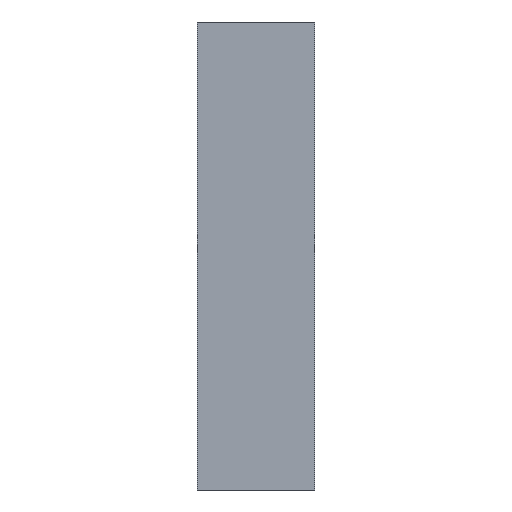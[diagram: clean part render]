
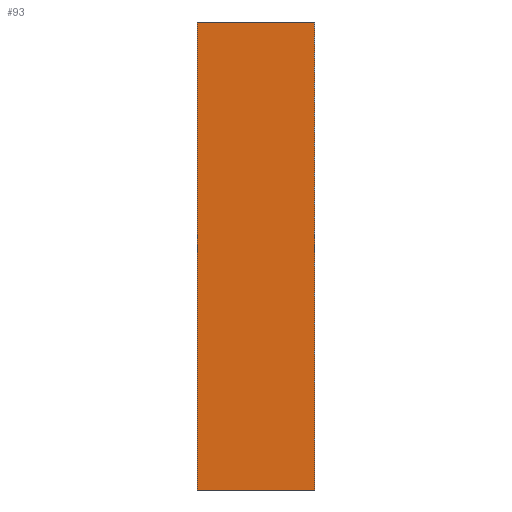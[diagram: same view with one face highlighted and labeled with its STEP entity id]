
A CAD part, front view. The second image highlights one B-rep face of the part: STEP entity #93.
In plain terms, the highlighted planar face has unit normal (0, -1, 0).
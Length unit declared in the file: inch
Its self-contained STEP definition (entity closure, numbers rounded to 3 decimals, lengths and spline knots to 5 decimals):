
#13 = DIRECTION ( 'NONE',  ( -1., 0., 0. ) ) ;
#47 = CARTESIAN_POINT ( 'NONE',  ( 1.5, -0.75, -6. ) ) ;
#59 = EDGE_CURVE ( 'NONE', #157, #403, #75, .T. ) ;
#60 = VECTOR ( 'NONE', #319, 39.37008 ) ;
#66 = VERTEX_POINT ( 'NONE', #47 ) ;
#75 = LINE ( 'NONE', #367, #160 ) ;
#90 = EDGE_CURVE ( 'NONE', #134, #66, #250, .T. ) ;
#93 = ADVANCED_FACE ( 'NONE', ( #398 ), #245, .F. ) ;
#95 = CARTESIAN_POINT ( 'NONE',  ( -1.5, -0.75, 6. ) ) ;
#101 = ORIENTED_EDGE ( 'NONE', *, *, #417, .T. ) ;
#108 = ORIENTED_EDGE ( 'NONE', *, *, #59, .T. ) ;
#134 = VERTEX_POINT ( 'NONE', #370 ) ;
#146 = VECTOR ( 'NONE', #248, 39.37008 ) ;
#157 = VERTEX_POINT ( 'NONE', #183 ) ;
#160 = VECTOR ( 'NONE', #407, 39.37008 ) ;
#162 = LINE ( 'NONE', #434, #60 ) ;
#165 = CARTESIAN_POINT ( 'NONE',  ( 1.5, -0.75, 6. ) ) ;
#183 = CARTESIAN_POINT ( 'NONE',  ( -1.5, -0.75, 6. ) ) ;
#205 = DIRECTION ( 'NONE',  ( 0., 1., 0. ) ) ;
#234 = LINE ( 'NONE', #378, #436 ) ;
#245 = PLANE ( 'NONE',  #381 ) ;
#248 = DIRECTION ( 'NONE',  ( 0., 0., -1. ) ) ;
#250 = LINE ( 'NONE', #165, #146 ) ;
#259 = EDGE_LOOP ( 'NONE', ( #101, #479, #379, #108 ) ) ;
#319 = DIRECTION ( 'NONE',  ( 1., 0., 0. ) ) ;
#338 = DIRECTION ( 'NONE',  ( 1., 0., 0. ) ) ;
#359 = EDGE_CURVE ( 'NONE', #157, #134, #162, .T. ) ;
#367 = CARTESIAN_POINT ( 'NONE',  ( -1.5, -0.75, 6. ) ) ;
#370 = CARTESIAN_POINT ( 'NONE',  ( 1.5, -0.75, 6. ) ) ;
#378 = CARTESIAN_POINT ( 'NONE',  ( -1.5, -0.75, -6. ) ) ;
#379 = ORIENTED_EDGE ( 'NONE', *, *, #359, .F. ) ;
#381 = AXIS2_PLACEMENT_3D ( 'NONE', #95, #205, #13 ) ;
#398 = FACE_OUTER_BOUND ( 'NONE', #259, .T. ) ;
#403 = VERTEX_POINT ( 'NONE', #497 ) ;
#407 = DIRECTION ( 'NONE',  ( 0., 0., -1. ) ) ;
#417 = EDGE_CURVE ( 'NONE', #403, #66, #234, .T. ) ;
#434 = CARTESIAN_POINT ( 'NONE',  ( -1.5, -0.75, 6. ) ) ;
#436 = VECTOR ( 'NONE', #338, 39.37008 ) ;
#479 = ORIENTED_EDGE ( 'NONE', *, *, #90, .F. ) ;
#497 = CARTESIAN_POINT ( 'NONE',  ( -1.5, -0.75, -6. ) ) ;
